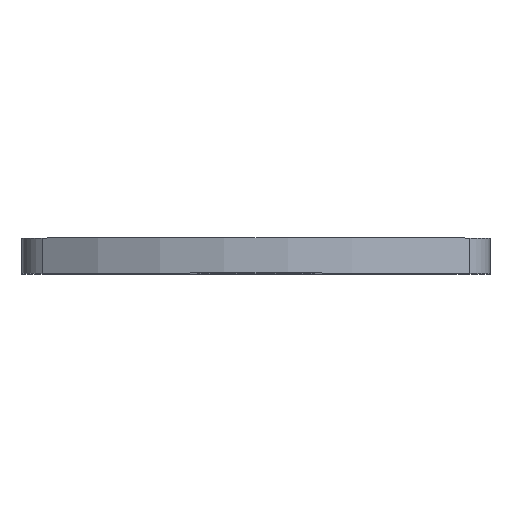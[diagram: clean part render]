
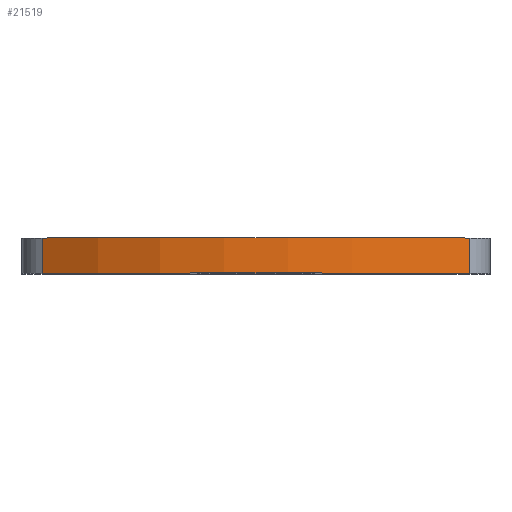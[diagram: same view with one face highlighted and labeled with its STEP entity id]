
A CAD part, top view. The second image highlights one B-rep face of the part: STEP entity #21519.
In plain terms, the highlighted cylindrical face has radius 32 mm (diameter 64 mm), a partial arc.
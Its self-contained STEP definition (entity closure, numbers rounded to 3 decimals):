
#2626=FACE_OUTER_BOUND('',#3870,.T.);
#3870=EDGE_LOOP('',(#15258,#15259,#15260,#15261));
#5133=LINE('',#26478,#7162);
#5358=LINE('',#28083,#7387);
#7162=VECTOR('',#23321,10.);
#7387=VECTOR('',#23562,10.);
#9192=CIRCLE('',#22753,32.);
#9197=CIRCLE('',#22759,32.);
#9202=VERTEX_POINT('',#26471);
#9205=VERTEX_POINT('',#26476);
#9206=VERTEX_POINT('',#26480);
#9661=VERTEX_POINT('',#28081);
#11443=EDGE_CURVE('',#9205,#9202,#5133,.T.);
#11444=EDGE_CURVE('',#9202,#9206,#9192,.T.);
#11900=EDGE_CURVE('',#9661,#9205,#9197,.T.);
#11901=EDGE_CURVE('',#9206,#9661,#5358,.T.);
#15258=ORIENTED_EDGE('',*,*,#11443,.F.);
#15259=ORIENTED_EDGE('',*,*,#11900,.F.);
#15260=ORIENTED_EDGE('',*,*,#11901,.F.);
#15261=ORIENTED_EDGE('',*,*,#11444,.F.);
#21512=CYLINDRICAL_SURFACE('',#22758,32.);
#21519=ADVANCED_FACE('',(#2626),#21512,.T.);
#22753=AXIS2_PLACEMENT_3D('',#26481,#23324,#23325);
#22758=AXIS2_PLACEMENT_3D('',#28080,#23558,#23559);
#22759=AXIS2_PLACEMENT_3D('',#28082,#23560,#23561);
#23321=DIRECTION('',(0.,1.,0.));
#23324=DIRECTION('center_axis',(0.,1.,0.));
#23325=DIRECTION('ref_axis',(-0.625,0.,0.781));
#23558=DIRECTION('center_axis',(0.,1.,0.));
#23559=DIRECTION('ref_axis',(-0.625,0.,0.781));
#23560=DIRECTION('center_axis',(0.,-1.,0.));
#23561=DIRECTION('ref_axis',(-0.625,0.,0.781));
#23562=DIRECTION('',(0.,-1.,0.));
#26471=CARTESIAN_POINT('',(-18.286,1.5,25.271));
#26476=CARTESIAN_POINT('',(-18.286,-1.5,25.271));
#26478=CARTESIAN_POINT('',(-18.286,0.,25.271));
#26480=CARTESIAN_POINT('',(18.286,1.5,25.271));
#26481=CARTESIAN_POINT('Origin',(0.,1.5,-0.99));
#28080=CARTESIAN_POINT('Origin',(0.,0.,-0.99));
#28081=CARTESIAN_POINT('',(18.286,-1.5,25.271));
#28082=CARTESIAN_POINT('Origin',(0.,-1.5,-0.99));
#28083=CARTESIAN_POINT('',(18.286,0.,25.271));
